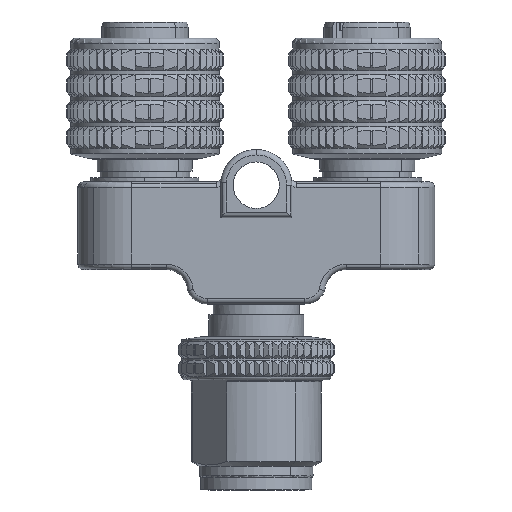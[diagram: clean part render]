
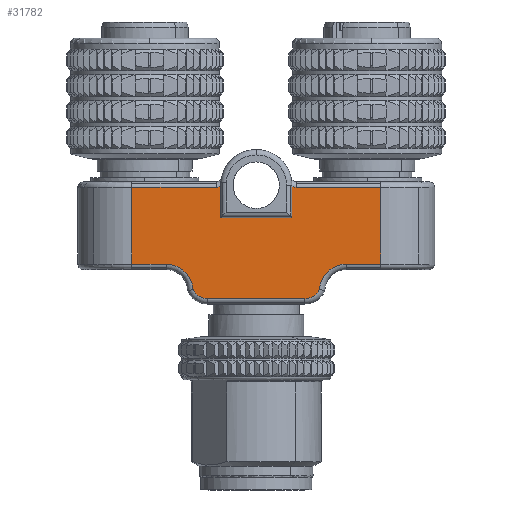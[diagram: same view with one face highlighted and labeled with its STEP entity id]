
A CAD part, front view. The second image highlights one B-rep face of the part: STEP entity #31782.
In plain terms, the highlighted planar face has unit normal (0, -1, 0).
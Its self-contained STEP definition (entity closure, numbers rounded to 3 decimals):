
#26490=AXIS2_PLACEMENT_3D('Circle Axis2P3D',#26488,#26489,$) ;
#26579=AXIS2_PLACEMENT_3D('Circle Axis2P3D',#26577,#26578,$) ;
#28567=AXIS2_PLACEMENT_3D('Circle Axis2P3D',#28565,#28566,$) ;
#29106=AXIS2_PLACEMENT_3D('Circle Axis2P3D',#29104,#29105,$) ;
#29257=AXIS2_PLACEMENT_3D('Circle Axis2P3D',#29255,#29256,$) ;
#29275=AXIS2_PLACEMENT_3D('Circle Axis2P3D',#29273,#29274,$) ;
#31762=AXIS2_PLACEMENT_3D('Plane Axis2P3D',#31759,#31760,#31761) ;
#26488=CARTESIAN_POINT('Axis2P3D Location',(22.037,1.,19.2)) ;
#26492=CARTESIAN_POINT('Vertex',(23.387,1.,18.546)) ;
#26494=CARTESIAN_POINT('Vertex',(22.037,1.,17.7)) ;
#26536=CARTESIAN_POINT('Line Origine',(15.287,1.,17.7)) ;
#26540=CARTESIAN_POINT('Vertex',(13.037,1.,17.7)) ;
#26577=CARTESIAN_POINT('Axis2P3D Location',(13.037,1.,19.2)) ;
#26581=CARTESIAN_POINT('Vertex',(11.686,1.,18.546)) ;
#26784=CARTESIAN_POINT('Vertex',(14.247,1.,28.095)) ;
#26787=CARTESIAN_POINT('Line Origine',(14.247,1.,26.647)) ;
#26791=CARTESIAN_POINT('Vertex',(14.247,1.,25.2)) ;
#26819=CARTESIAN_POINT('Line Origine',(17.542,1.,25.2)) ;
#26823=CARTESIAN_POINT('Vertex',(20.836,1.,25.2)) ;
#26979=CARTESIAN_POINT('Line Origine',(20.836,1.,26.645)) ;
#26983=CARTESIAN_POINT('Vertex',(20.836,1.,28.09)) ;
#27325=CARTESIAN_POINT('Vertex',(6.037,1.,20.9)) ;
#27328=CARTESIAN_POINT('Line Origine',(6.037,1.,25.633)) ;
#27332=CARTESIAN_POINT('Vertex',(6.037,1.,28.)) ;
#27489=CARTESIAN_POINT('Vertex',(29.037,1.,28.)) ;
#27492=CARTESIAN_POINT('Line Origine',(29.037,1.,21.583)) ;
#27496=CARTESIAN_POINT('Vertex',(29.037,1.,20.9)) ;
#27552=CARTESIAN_POINT('Line Origine',(21.709,1.,20.9)) ;
#27556=CARTESIAN_POINT('Vertex',(25.882,1.,20.9)) ;
#27754=CARTESIAN_POINT('Vertex',(9.191,1.,20.9)) ;
#27757=CARTESIAN_POINT('Line Origine',(9.287,1.,20.9)) ;
#28565=CARTESIAN_POINT('Axis2P3D Location',(21.251,1.,29.)) ;
#28569=CARTESIAN_POINT('Vertex',(21.251,1.,28.)) ;
#28633=CARTESIAN_POINT('Line Origine',(25.787,1.,28.)) ;
#29101=CARTESIAN_POINT('Vertex',(13.822,1.,28.)) ;
#29104=CARTESIAN_POINT('Axis2P3D Location',(13.822,1.,29.)) ;
#29163=CARTESIAN_POINT('Line Origine',(25.787,1.,28.)) ;
#29255=CARTESIAN_POINT('Axis2P3D Location',(25.882,1.,18.4)) ;
#29273=CARTESIAN_POINT('Axis2P3D Location',(9.191,1.,18.4)) ;
#31759=CARTESIAN_POINT('Axis2P3D Location',(17.537,1.,22.766)) ;
#26489=DIRECTION('Axis2P3D Direction',(0.,1.,0.)) ;
#26537=DIRECTION('Vector Direction',(-1.,0.,0.)) ;
#26578=DIRECTION('Axis2P3D Direction',(0.,1.,0.)) ;
#26788=DIRECTION('Vector Direction',(0.,0.,1.)) ;
#26820=DIRECTION('Vector Direction',(-1.,0.,0.)) ;
#26980=DIRECTION('Vector Direction',(0.,0.,-1.)) ;
#27329=DIRECTION('Vector Direction',(0.,0.,1.)) ;
#27493=DIRECTION('Vector Direction',(0.,0.,-1.)) ;
#27553=DIRECTION('Vector Direction',(-1.,0.,0.)) ;
#27758=DIRECTION('Vector Direction',(-1.,0.,0.)) ;
#28566=DIRECTION('Axis2P3D Direction',(0.,-1.,0.)) ;
#28634=DIRECTION('Vector Direction',(1.,0.,0.)) ;
#29105=DIRECTION('Axis2P3D Direction',(0.,-1.,0.)) ;
#29164=DIRECTION('Vector Direction',(1.,0.,0.)) ;
#29256=DIRECTION('Axis2P3D Direction',(0.,-1.,0.)) ;
#29274=DIRECTION('Axis2P3D Direction',(0.,-1.,0.)) ;
#31760=DIRECTION('Axis2P3D Direction',(0.,-1.,0.)) ;
#31761=DIRECTION('Axis2P3D XDirection',(0.,0.,-1.)) ;
#26538=VECTOR('Line Direction',#26537,1.) ;
#26789=VECTOR('Line Direction',#26788,1.) ;
#26821=VECTOR('Line Direction',#26820,1.) ;
#26981=VECTOR('Line Direction',#26980,1.) ;
#27330=VECTOR('Line Direction',#27329,1.) ;
#27494=VECTOR('Line Direction',#27493,1.) ;
#27554=VECTOR('Line Direction',#27553,1.) ;
#27759=VECTOR('Line Direction',#27758,1.) ;
#28635=VECTOR('Line Direction',#28634,1.) ;
#29165=VECTOR('Line Direction',#29164,1.) ;
#31765=ORIENTED_EDGE('',*,*,#28571,.F.) ;
#31766=ORIENTED_EDGE('',*,*,#26985,.T.) ;
#31767=ORIENTED_EDGE('',*,*,#26825,.T.) ;
#31768=ORIENTED_EDGE('',*,*,#26793,.T.) ;
#31769=ORIENTED_EDGE('',*,*,#29108,.F.) ;
#31770=ORIENTED_EDGE('',*,*,#29167,.F.) ;
#31771=ORIENTED_EDGE('',*,*,#27334,.F.) ;
#31772=ORIENTED_EDGE('',*,*,#27761,.F.) ;
#31773=ORIENTED_EDGE('',*,*,#29277,.F.) ;
#31774=ORIENTED_EDGE('',*,*,#26583,.F.) ;
#31775=ORIENTED_EDGE('',*,*,#26542,.F.) ;
#31776=ORIENTED_EDGE('',*,*,#26496,.F.) ;
#31777=ORIENTED_EDGE('',*,*,#29259,.F.) ;
#31778=ORIENTED_EDGE('',*,*,#27558,.F.) ;
#31779=ORIENTED_EDGE('',*,*,#27498,.F.) ;
#31780=ORIENTED_EDGE('',*,*,#28637,.F.) ;
#31782=ADVANCED_FACE('Hauptkoerper',(#31781),#31763,.T.) ;
#26491=CIRCLE('generated circle',#26490,1.5) ;
#26580=CIRCLE('generated circle',#26579,1.5) ;
#28568=CIRCLE('generated circle',#28567,1.) ;
#29107=CIRCLE('generated circle',#29106,1.) ;
#29258=CIRCLE('generated circle',#29257,2.5) ;
#29276=CIRCLE('generated circle',#29275,2.5) ;
#26496=EDGE_CURVE('',#26493,#26495,#26491,.T.) ;
#26542=EDGE_CURVE('',#26495,#26541,#26539,.T.) ;
#26583=EDGE_CURVE('',#26541,#26582,#26580,.T.) ;
#26793=EDGE_CURVE('',#26792,#26785,#26790,.T.) ;
#26825=EDGE_CURVE('',#26824,#26792,#26822,.T.) ;
#26985=EDGE_CURVE('',#26984,#26824,#26982,.T.) ;
#27334=EDGE_CURVE('',#27326,#27333,#27331,.T.) ;
#27498=EDGE_CURVE('',#27490,#27497,#27495,.T.) ;
#27558=EDGE_CURVE('',#27497,#27557,#27555,.T.) ;
#27761=EDGE_CURVE('',#27755,#27326,#27760,.T.) ;
#28571=EDGE_CURVE('',#26984,#28570,#28568,.T.) ;
#28637=EDGE_CURVE('',#28570,#27490,#28636,.T.) ;
#29108=EDGE_CURVE('',#29102,#26785,#29107,.T.) ;
#29167=EDGE_CURVE('',#27333,#29102,#29166,.T.) ;
#29259=EDGE_CURVE('',#27557,#26493,#29258,.T.) ;
#29277=EDGE_CURVE('',#26582,#27755,#29276,.T.) ;
#31764=EDGE_LOOP('',(#31765,#31766,#31767,#31768,#31769,#31770,#31771,#31772,#31773,#31774,#31775,#31776,#31777,#31778,#31779,#31780)) ;
#31781=FACE_OUTER_BOUND('',#31764,.T.) ;
#26539=LINE('Line',#26536,#26538) ;
#26790=LINE('Line',#26787,#26789) ;
#26822=LINE('Line',#26819,#26821) ;
#26982=LINE('Line',#26979,#26981) ;
#27331=LINE('Line',#27328,#27330) ;
#27495=LINE('Line',#27492,#27494) ;
#27555=LINE('Line',#27552,#27554) ;
#27760=LINE('Line',#27757,#27759) ;
#28636=LINE('Line',#28633,#28635) ;
#29166=LINE('Line',#29163,#29165) ;
#31763=PLANE('',#31762) ;
#26493=VERTEX_POINT('',#26492) ;
#26495=VERTEX_POINT('',#26494) ;
#26541=VERTEX_POINT('',#26540) ;
#26582=VERTEX_POINT('',#26581) ;
#26785=VERTEX_POINT('',#26784) ;
#26792=VERTEX_POINT('',#26791) ;
#26824=VERTEX_POINT('',#26823) ;
#26984=VERTEX_POINT('',#26983) ;
#27326=VERTEX_POINT('',#27325) ;
#27333=VERTEX_POINT('',#27332) ;
#27490=VERTEX_POINT('',#27489) ;
#27497=VERTEX_POINT('',#27496) ;
#27557=VERTEX_POINT('',#27556) ;
#27755=VERTEX_POINT('',#27754) ;
#28570=VERTEX_POINT('',#28569) ;
#29102=VERTEX_POINT('',#29101) ;
